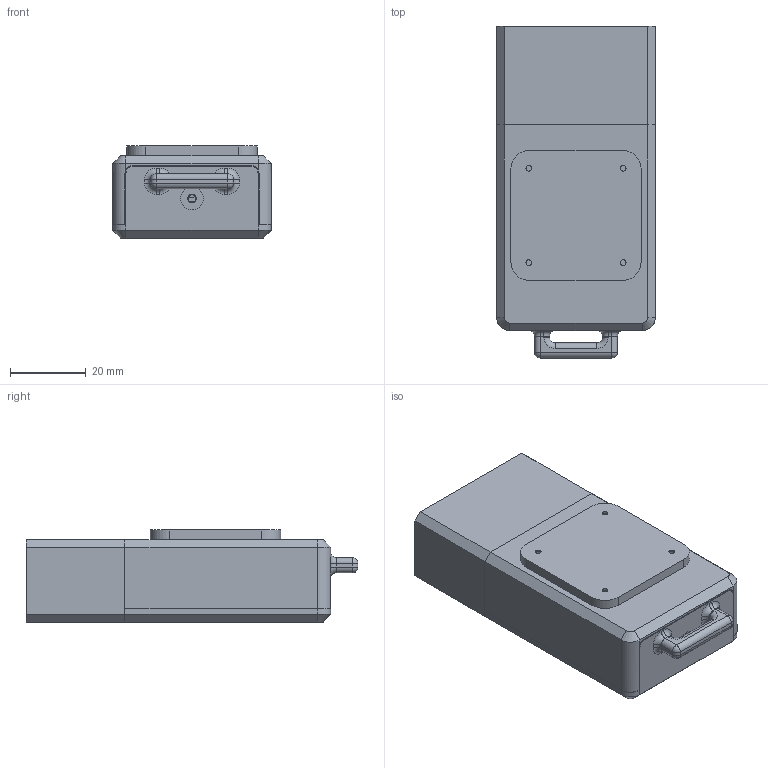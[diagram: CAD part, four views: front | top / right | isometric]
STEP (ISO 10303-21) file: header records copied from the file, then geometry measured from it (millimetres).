
FILE_DESCRIPTION(/* description */ (''),/* implementation_level */ '2;1');
FILE_NAME(/* name */ 'OOSI_CASE_V2.step',/* time_stamp */ '2023-01-05T17:35:10-05:00',/* author */ (''),/* organization */ (''),/* preprocessor_version */ 'ST-DEVELOPER v19.2',/* originating_system */ 'Autodesk Translation Framework v11.17.0.187',/* authorisation */ '');
FILE_SCHEMA (('AUTOMOTIVE_DESIGN { 1 0 10303 214 3 1 1 }'));
Length unit declared in the file: millimetre
Products named in the file (9): OOSI_CASE_V2; Battery; SD; NL; nrf52; CASE_A; CASE_B; backplate; cover
Assembly tree (8 placements, depth 2):
  OOSI_CASE_V2
    Battery
    SD
    NL
    nrf52
    CASE_A
    CASE_B
    backplate
    cover
Bounding box: 42 x 87.92 x 24.39 mm (x, y, z)
Volume: 52033 mm3; surface area: 45863.6 mm2
Topology: 8 solids, 8 shells, 651 faces, 1701 edges, 1082 vertices
Faces by surface type: plane 340, cylinder 254, torus 29, bspline 13, cone 9, sphere 6
Full cylindrical faces by diameter (mm): 1 x55, 1.5 x8, 1.9 x4, 2 x5, 2.25 x1, 4.5 x9, 4.79 x1, 4.9 x1, 6 x5, 20 x1
Entity records: 20897 total; most frequent: CARTESIAN_POINT 3984, DIRECTION 3534, ORIENTED_EDGE 3388, EDGE_CURVE 1694, AXIS2_PLACEMENT_3D 1219, LINE 1096, VECTOR 1096, VERTEX_POINT 1082
